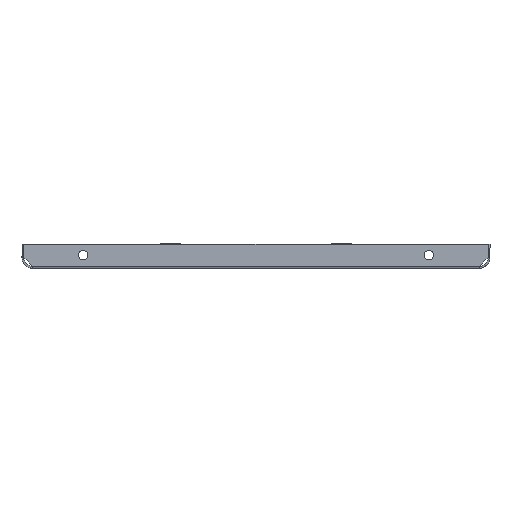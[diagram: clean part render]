
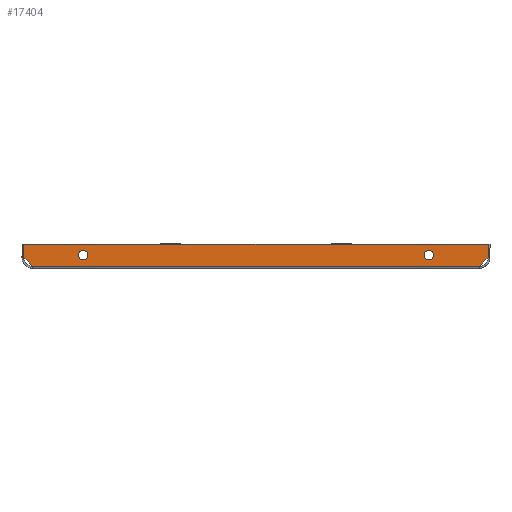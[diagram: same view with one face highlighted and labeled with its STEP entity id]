
A CAD part, front view. The second image highlights one B-rep face of the part: STEP entity #17404.
In plain terms, the highlighted planar face has unit normal (0, -1, 0).
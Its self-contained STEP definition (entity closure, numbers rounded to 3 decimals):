
#2220 = DIRECTION ( 'NONE',  ( 0., 0., 1. ) ) ;
#2222 = DIRECTION ( 'NONE',  ( 0., 1., 0. ) ) ;
#2233 = CARTESIAN_POINT ( 'NONE',  ( 145.5, -977.5, 11. ) ) ;
#2276 = DIRECTION ( 'NONE',  ( 0., 0., 1. ) ) ;
#2284 = DIRECTION ( 'NONE',  ( 0., -1., 0. ) ) ;
#2287 = CARTESIAN_POINT ( 'NONE',  ( -145.5, -977.5, 11. ) ) ;
#2674 = DIRECTION ( 'NONE',  ( 0., 0., 1. ) ) ;
#2683 = DIRECTION ( 'NONE',  ( 0., -1., 0. ) ) ;
#2717 = DIRECTION ( 'NONE',  ( 0., 0., 1. ) ) ;
#2730 = DIRECTION ( 'NONE',  ( 0., 1., 0. ) ) ;
#2794 = DIRECTION ( 'NONE',  ( -0.707, 0., -0.707 ) ) ;
#2815 = CARTESIAN_POINT ( 'NONE',  ( 145.5, -977.5, 11. ) ) ;
#2824 = DIRECTION ( 'NONE',  ( 0., 0., 1. ) ) ;
#2833 = CARTESIAN_POINT ( 'NONE',  ( -195.4, -977.5, 1.51 ) ) ;
#2841 = CARTESIAN_POINT ( 'NONE',  ( -145.5, -977.5, 11. ) ) ;
#2854 = DIRECTION ( 'NONE',  ( 0.707, 0., -0.707 ) ) ;
#2875 = CARTESIAN_POINT ( 'NONE',  ( 5.649, -977.5, -180.996 ) ) ;
#2890 = DIRECTION ( 'NONE',  ( -1., 0., 0. ) ) ;
#2904 = CARTESIAN_POINT ( 'NONE',  ( -195.5, -977.5, 1.51 ) ) ;
#2928 = DIRECTION ( 'NONE',  ( 0., 0., 1. ) ) ;
#2937 = CARTESIAN_POINT ( 'NONE',  ( 195.4, -977.5, 1.51 ) ) ;
#3162 = CARTESIAN_POINT ( 'NONE',  ( -201., -977.5, 14.504 ) ) ;
#3179 = DIRECTION ( 'NONE',  ( -1., 0., 0. ) ) ;
#3408 = CARTESIAN_POINT ( 'NONE',  ( -195.5, -977.5, 20. ) ) ;
#4316 = CARTESIAN_POINT ( 'NONE',  ( 188.016, -977.5, 1.51 ) ) ;
#4766 = CARTESIAN_POINT ( 'NONE',  ( -188.016, -977.5, 1.51 ) ) ;
#4793 = CARTESIAN_POINT ( 'NONE',  ( -145.5, -977.5, 15. ) ) ;
#4811 = CARTESIAN_POINT ( 'NONE',  ( 195.4, -977.5, 20. ) ) ;
#4833 = CARTESIAN_POINT ( 'NONE',  ( -195.4, -977.5, 8.9 ) ) ;
#5227 = CARTESIAN_POINT ( 'NONE',  ( 145.5, -977.5, 7. ) ) ;
#5352 = CARTESIAN_POINT ( 'NONE',  ( -195.4, -977.5, 20. ) ) ;
#5395 = CARTESIAN_POINT ( 'NONE',  ( 145.5, -977.5, 15. ) ) ;
#5598 = CARTESIAN_POINT ( 'NONE',  ( -145.5, -977.5, 7. ) ) ;
#5743 = CARTESIAN_POINT ( 'NONE',  ( 195.4, -977.5, 8.9 ) ) ;
#11040 = VECTOR ( 'NONE', #2794, 1000. ) ;
#11103 = VECTOR ( 'NONE', #2890, 1000. ) ;
#11108 = LINE ( 'NONE', #2904, #11103 ) ;
#11113 = VECTOR ( 'NONE', #2854, 1000. ) ;
#11114 = LINE ( 'NONE', #3408, #11181 ) ;
#11117 = LINE ( 'NONE', #3162, #11113 ) ;
#11134 = LINE ( 'NONE', #2833, #11163 ) ;
#11160 = CIRCLE ( 'NONE', #18372, 4. ) ;
#11163 = VECTOR ( 'NONE', #2824, 1000. ) ;
#11176 = CIRCLE ( 'NONE', #18169, 4. ) ;
#11181 = VECTOR ( 'NONE', #3179, 1000. ) ;
#11188 = LINE ( 'NONE', #2937, #11190 ) ;
#11190 = VECTOR ( 'NONE', #2928, 1000. ) ;
#11201 = LINE ( 'NONE', #2875, #11040 ) ;
#11372 = CIRCLE ( 'NONE', #18154, 4. ) ;
#11414 = CIRCLE ( 'NONE', #18110, 4. ) ;
#11657 = EDGE_LOOP ( 'NONE', ( #32483, #32634, #26458, #26349, #26420, #26434 ) ) ;
#11658 = EDGE_LOOP ( 'NONE', ( #26472, #26467 ) ) ;
#13307 = DIRECTION ( 'NONE',  ( 0., 0., 1. ) ) ;
#13308 = DIRECTION ( 'NONE',  ( 0., 1., 0. ) ) ;
#13310 = PLANE ( 'NONE',  #24751 ) ;
#13311 = CARTESIAN_POINT ( 'NONE',  ( -195.5, -977.5, 20. ) ) ;
#17404 = ADVANCED_FACE ( 'NONE', ( #26655, #26657, #26653 ), #13310, .F. ) ;
#18110 = AXIS2_PLACEMENT_3D ( 'NONE', #2287, #2284, #2276 ) ;
#18154 = AXIS2_PLACEMENT_3D ( 'NONE', #2233, #2222, #2220 ) ;
#18169 = AXIS2_PLACEMENT_3D ( 'NONE', #2815, #2730, #2717 ) ;
#18372 = AXIS2_PLACEMENT_3D ( 'NONE', #2841, #2683, #2674 ) ;
#20892 = VERTEX_POINT ( 'NONE', #5227 ) ;
#20988 = VERTEX_POINT ( 'NONE', #5395 ) ;
#21028 = VERTEX_POINT ( 'NONE', #5598 ) ;
#21438 = VERTEX_POINT ( 'NONE', #5352 ) ;
#21440 = VERTEX_POINT ( 'NONE', #4316 ) ;
#22024 = VERTEX_POINT ( 'NONE', #5743 ) ;
#23026 = VERTEX_POINT ( 'NONE', #4833 ) ;
#23038 = VERTEX_POINT ( 'NONE', #4811 ) ;
#23048 = VERTEX_POINT ( 'NONE', #4793 ) ;
#23060 = VERTEX_POINT ( 'NONE', #4766 ) ;
#24751 = AXIS2_PLACEMENT_3D ( 'NONE', #13311, #13308, #13307 ) ;
#24798 = EDGE_CURVE ( 'NONE', #23048, #21028, #11414, .T. ) ;
#24810 = EDGE_CURVE ( 'NONE', #20892, #20988, #11372, .T. ) ;
#24879 = EDGE_CURVE ( 'NONE', #23038, #21438, #11114, .T. ) ;
#24882 = EDGE_CURVE ( 'NONE', #22024, #23038, #11188, .T. ) ;
#24883 = EDGE_CURVE ( 'NONE', #21440, #23060, #11108, .T. ) ;
#24884 = EDGE_CURVE ( 'NONE', #23026, #23060, #11117, .T. ) ;
#24885 = EDGE_CURVE ( 'NONE', #23026, #21438, #11134, .T. ) ;
#24886 = EDGE_CURVE ( 'NONE', #22024, #21440, #11201, .T. ) ;
#24888 = EDGE_CURVE ( 'NONE', #20988, #20892, #11176, .T. ) ;
#24889 = EDGE_CURVE ( 'NONE', #21028, #23048, #11160, .T. ) ;
#26332 = ORIENTED_EDGE ( 'NONE', *, *, #24889, .F. ) ;
#26349 = ORIENTED_EDGE ( 'NONE', *, *, #24886, .F. ) ;
#26420 = ORIENTED_EDGE ( 'NONE', *, *, #24882, .T. ) ;
#26434 = ORIENTED_EDGE ( 'NONE', *, *, #24879, .T. ) ;
#26458 = ORIENTED_EDGE ( 'NONE', *, *, #24883, .F. ) ;
#26465 = ORIENTED_EDGE ( 'NONE', *, *, #24798, .F. ) ;
#26467 = ORIENTED_EDGE ( 'NONE', *, *, #24810, .T. ) ;
#26472 = ORIENTED_EDGE ( 'NONE', *, *, #24888, .T. ) ;
#26653 = FACE_BOUND ( 'NONE', #30664, .T. ) ;
#26655 = FACE_OUTER_BOUND ( 'NONE', #11657, .T. ) ;
#26657 = FACE_BOUND ( 'NONE', #11658, .T. ) ;
#30664 = EDGE_LOOP ( 'NONE', ( #26465, #26332 ) ) ;
#32483 = ORIENTED_EDGE ( 'NONE', *, *, #24885, .F. ) ;
#32634 = ORIENTED_EDGE ( 'NONE', *, *, #24884, .T. ) ;
